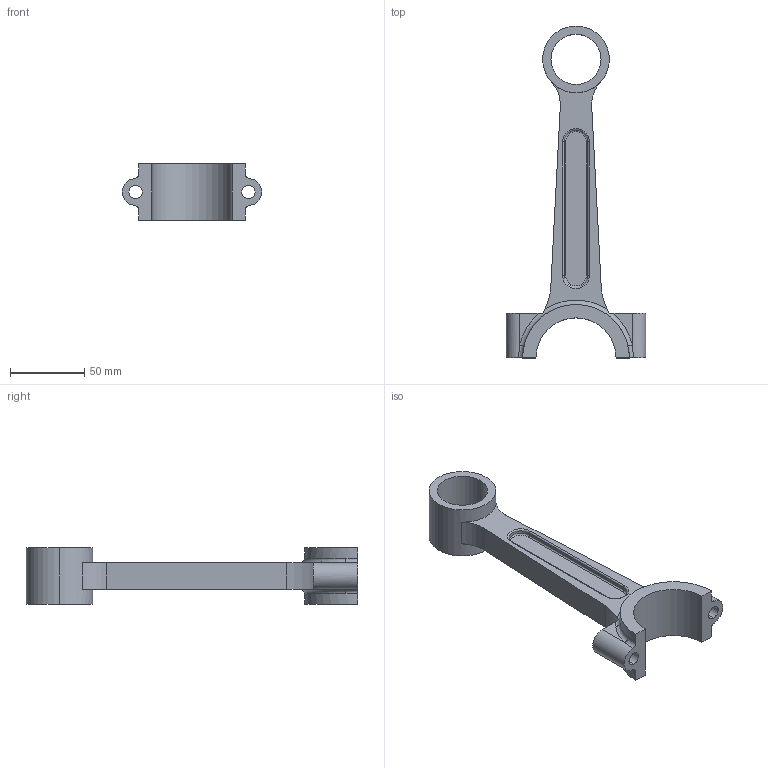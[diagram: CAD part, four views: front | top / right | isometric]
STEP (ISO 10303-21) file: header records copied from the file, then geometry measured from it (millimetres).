
FILE_DESCRIPTION (( 'STEP AP214' ), '1' );
FILE_NAME ('4.connecting rod.STEP', '2022-06-07T11:34:47', ( '' ), ( '' ), 'SwSTEP 2.0', 'SolidWorks 2021', '' );
FILE_SCHEMA (( 'AUTOMOTIVE_DESIGN' ));
Length unit declared in the file: inch
Products named in the file (1): 4.connecting rod
Bounding box: 94 x 223.7 x 38 mm (x, y, z)
Volume: 132552.5 mm3; surface area: 38365.3 mm2
Topology: 1 solids, 1 shells, 62 faces, 155 edges, 98 vertices
Faces by surface type: cylinder 28, plane 22, torus 8, bspline 4
Entity records: 2021 total; most frequent: CARTESIAN_POINT 464, DIRECTION 335, ORIENTED_EDGE 310, EDGE_CURVE 155, AXIS2_PLACEMENT_3D 137, VERTEX_POINT 98, CIRCLE 78, EDGE_LOOP 71
